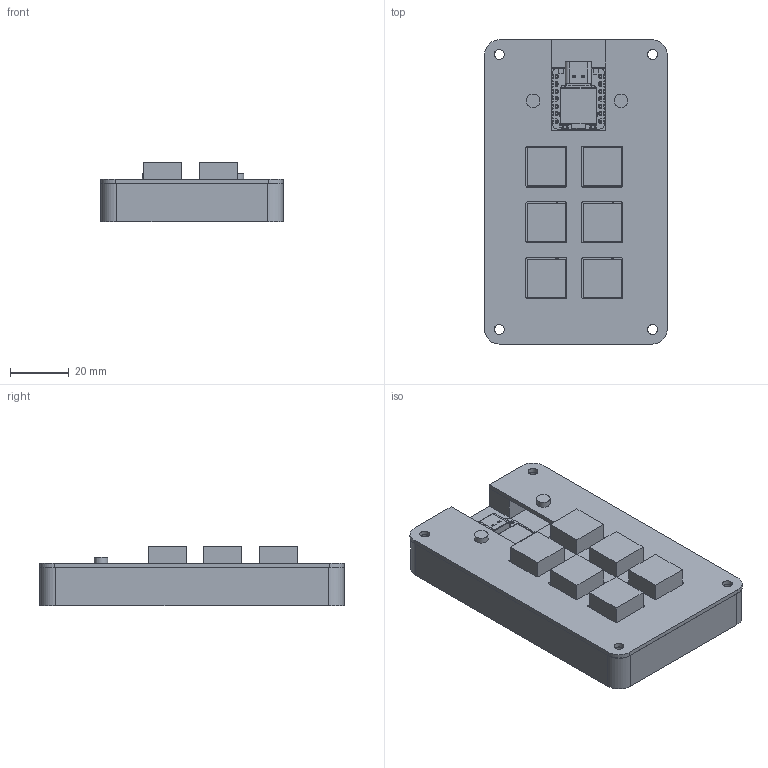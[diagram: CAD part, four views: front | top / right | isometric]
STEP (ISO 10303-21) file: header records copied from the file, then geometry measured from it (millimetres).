
FILE_DESCRIPTION(/* description */ (''),/* implementation_level */ '2;1');
FILE_NAME(/* name */ 'final.step',/* time_stamp */ '2025-12-01T15:43:04+03:00',/* author */ (''),/* organization */ (''),/* preprocessor_version */ 'ST-DEVELOPER v20.1',/* originating_system */ 'Autodesk Translation Framework v14.21.0.0',/* authorisation */ '');
FILE_SCHEMA (('AUTOMOTIVE_DESIGN { 1 0 10303 214 3 1 1 }'));
Length unit declared in the file: millimetre
Products named in the file (52): 2025-11-30-16-21-55-616; 2025-11-30-16-29-10-131; 2025-11-30-16-29-10-137; 2025-11-30-18-29-14-935; 2025-11-30-16-39-56-178; 2025-11-30-18-16-16-515; Seeed Studio XIAO ESP32C6 v1; XIAO-ESP32S3 v2 v1; Seeed Studio XIAO-ESP32-S3 (Sense); USB TYPE C PORT; USB TYPE C PORT (1); BOSS-EXTRUDE14_8_; BOSS-EXTRUDE7_4_; BOSS-EXTRUDE7_3_; BOSS-EXTRUDE14_4_; BOSS-EXTRUDE14_2_; BOSS-EXTRUDE14_11_; BOSS-EXTRUDE7_7_; BOSS-EXTRUDE14_9_; BOSS-EXTRUDE14_3_; BOSS-EXTRUDE14_7_; MIRROR2; BOSS-EXTRUDE14_5_; BOSS-EXTRUDE14_12_; BOSS-EXTRUDE7_8_; BOSS-EXTRUDE7_1_; BOSS-EXTRUDE14_10_; BOSS-EXTRUDE7_9_; BOSS-EXTRUDE14_6_; CHAMFER9; BOSS-EXTRUDE14_1_; BOSS-EXTRUDE7_6_; BOSS-EXTRUDE7_2_; CUT-EXTRUDE5; BOSS-EXTRUDE7_5_; Shield; SKTAAAE010 v1; SKTAAAE010 v1_1; Body; 2025-12-01-15-30-25-920 ...
Assembly tree (57 placements, depth 7):
  2025-11-30-16-21-55-616
    2025-11-30-16-29-10-131
    2025-11-30-16-29-10-137
      2025-11-30-18-29-14-935
    2025-11-30-16-39-56-178
    2025-11-30-18-16-16-515  x6
    Seeed Studio XIAO ESP32C6 v1
      XIAO-ESP32S3 v2 v1
        Seeed Studio XIAO-ESP32-S3 (Sense)
          USB TYPE C PORT
            USB TYPE C PORT (1)
              BOSS-EXTRUDE14_8_
              BOSS-EXTRUDE7_4_
              BOSS-EXTRUDE7_3_
              BOSS-EXTRUDE14_4_
              BOSS-EXTRUDE14_2_
              BOSS-EXTRUDE14_11_
              BOSS-EXTRUDE7_7_
              BOSS-EXTRUDE14_9_
              BOSS-EXTRUDE14_3_
              BOSS-EXTRUDE14_7_
              MIRROR2
              BOSS-EXTRUDE14_5_
              BOSS-EXTRUDE14_12_
              BOSS-EXTRUDE7_8_
              BOSS-EXTRUDE7_1_
              BOSS-EXTRUDE14_10_
              BOSS-EXTRUDE7_9_
              BOSS-EXTRUDE14_6_
              CHAMFER9
              BOSS-EXTRUDE14_1_
              BOSS-EXTRUDE7_6_
              BOSS-EXTRUDE7_2_
              CUT-EXTRUDE5
              BOSS-EXTRUDE7_5_
          Shield
          SKTAAAE010 v1
            Body
          SKTAAAE010 v1_1
            Body
    2025-12-01-15-30-25-920
    2025-12-01-15-30-25-926
    2025-12-01-15-30-25-931
    2025-12-01-15-30-25-936
    2025-12-01-15-30-25-941
    2025-12-01-15-30-25-946
    2025-12-01-15-30-25-951
    2025-12-01-15-30-25-956
    2025-12-01-15-30-25-962
    2025-12-01-15-30-25-967
    2025-12-01-15-30-25-972
    2025-12-01-15-30-25-978
    2025-12-01-15-30-25-983
Bounding box: 62.47 x 104.01 x 20.2 mm (x, y, z)
Volume: 73233.5 mm3; surface area: 47541.7 mm2
Topology: 52 solids, 57 shells, 1331 faces, 3440 edges, 2245 vertices
Faces by surface type: plane 817, cylinder 325, bspline 157, torus 20, cone 6, sphere 6
Full cylindrical faces by diameter (mm): 0.5 x2, 0.6 x2, 0.75 x14, 0.889 x14, 1.454 x16, 1.5 x12, 1.524 x6, 1.7 x12, 3.4 x8, 4 x6, 4.623 x2, 6 x4
Entity records: 43438 total; most frequent: CARTESIAN_POINT 9913, ORIENTED_EDGE 6732, DIRECTION 6238, EDGE_CURVE 3366, LINE 2360, VECTOR 2360, VERTEX_POINT 2197, AXIS2_PLACEMENT_3D 1939
